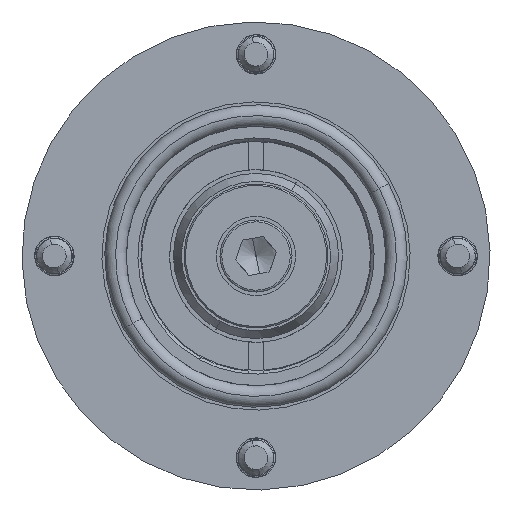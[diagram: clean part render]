
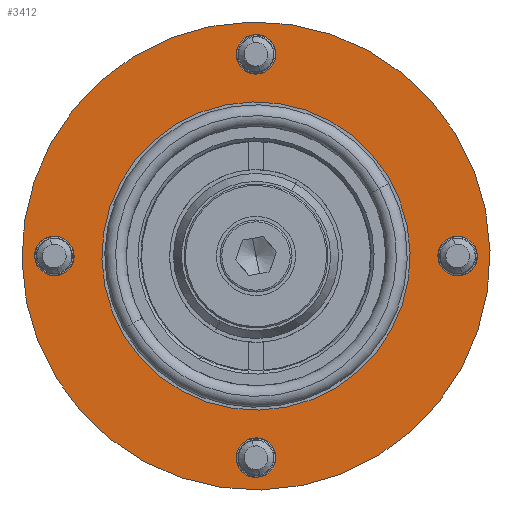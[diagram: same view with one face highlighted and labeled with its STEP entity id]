
A CAD part, front view. The second image highlights one B-rep face of the part: STEP entity #3412.
In plain terms, the highlighted face is planar.
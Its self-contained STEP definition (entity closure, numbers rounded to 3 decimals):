
#2833=CARTESIAN_POINT('Vertex',(0.,25.587,-1.318)) ;
#2838=CARTESIAN_POINT('Axis2P3D Location',(0.,28.,0.)) ;
#2842=CARTESIAN_POINT('Vertex',(0.,30.413,1.318)) ;
#2864=CARTESIAN_POINT('Axis2P3D Location',(0.,28.,0.)) ;
#2899=CARTESIAN_POINT('Vertex',(0.,-15.581,-28.521)) ;
#2902=CARTESIAN_POINT('Axis2P3D Location',(0.,0.,0.)) ;
#2906=CARTESIAN_POINT('Vertex',(0.,15.581,28.521)) ;
#2926=CARTESIAN_POINT('Axis2P3D Location',(0.,0.,0.)) ;
#2943=CARTESIAN_POINT('Axis2P3D Location',(0.,0.,0.)) ;
#2947=CARTESIAN_POINT('Vertex',(0.,10.26,18.78)) ;
#2949=CARTESIAN_POINT('Vertex',(0.,-10.26,-18.78)) ;
#2978=CARTESIAN_POINT('Axis2P3D Location',(0.,0.,0.)) ;
#3341=CARTESIAN_POINT('Axis2P3D Location',(0.,0.,32.5)) ;
#3358=CARTESIAN_POINT('Axis2P3D Location',(0.,0.,-28.)) ;
#3362=CARTESIAN_POINT('Vertex',(0.,1.318,-30.413)) ;
#3364=CARTESIAN_POINT('Vertex',(0.,-1.318,-25.587)) ;
#3367=CARTESIAN_POINT('Axis2P3D Location',(0.,0.,-28.)) ;
#3376=CARTESIAN_POINT('Axis2P3D Location',(0.,-28.,0.)) ;
#3380=CARTESIAN_POINT('Vertex',(0.,-30.413,-1.318)) ;
#3382=CARTESIAN_POINT('Vertex',(0.,-25.587,1.318)) ;
#3385=CARTESIAN_POINT('Axis2P3D Location',(0.,-28.,0.)) ;
#3394=CARTESIAN_POINT('Axis2P3D Location',(0.,0.,28.)) ;
#3398=CARTESIAN_POINT('Vertex',(0.,-1.318,30.413)) ;
#3400=CARTESIAN_POINT('Vertex',(0.,1.318,25.587)) ;
#3403=CARTESIAN_POINT('Axis2P3D Location',(0.,0.,28.)) ;
#2839=DIRECTION('Axis2P3D Direction',(1.,0.,-0.)) ;
#2865=DIRECTION('Axis2P3D Direction',(1.,0.,-0.)) ;
#2903=DIRECTION('Axis2P3D Direction',(-1.,0.,0.)) ;
#2927=DIRECTION('Axis2P3D Direction',(-1.,0.,0.)) ;
#2944=DIRECTION('Axis2P3D Direction',(-1.,0.,0.)) ;
#2979=DIRECTION('Axis2P3D Direction',(-1.,0.,0.)) ;
#3342=DIRECTION('Axis2P3D Direction',(-1.,0.,0.)) ;
#3343=DIRECTION('Axis2P3D XDirection',(0.,1.,0.)) ;
#3359=DIRECTION('Axis2P3D Direction',(-1.,0.,0.)) ;
#3368=DIRECTION('Axis2P3D Direction',(-1.,0.,0.)) ;
#3377=DIRECTION('Axis2P3D Direction',(-1.,0.,0.)) ;
#3386=DIRECTION('Axis2P3D Direction',(-1.,0.,0.)) ;
#3395=DIRECTION('Axis2P3D Direction',(-1.,0.,0.)) ;
#3404=DIRECTION('Axis2P3D Direction',(-1.,0.,0.)) ;
#2840=AXIS2_PLACEMENT_3D('Circle Axis2P3D',#2838,#2839,$) ;
#2866=AXIS2_PLACEMENT_3D('Circle Axis2P3D',#2864,#2865,$) ;
#2904=AXIS2_PLACEMENT_3D('Circle Axis2P3D',#2902,#2903,$) ;
#2928=AXIS2_PLACEMENT_3D('Circle Axis2P3D',#2926,#2927,$) ;
#2945=AXIS2_PLACEMENT_3D('Circle Axis2P3D',#2943,#2944,$) ;
#2980=AXIS2_PLACEMENT_3D('Circle Axis2P3D',#2978,#2979,$) ;
#3344=AXIS2_PLACEMENT_3D('Plane Axis2P3D',#3341,#3342,#3343) ;
#3360=AXIS2_PLACEMENT_3D('Circle Axis2P3D',#3358,#3359,$) ;
#3369=AXIS2_PLACEMENT_3D('Circle Axis2P3D',#3367,#3368,$) ;
#3378=AXIS2_PLACEMENT_3D('Circle Axis2P3D',#3376,#3377,$) ;
#3387=AXIS2_PLACEMENT_3D('Circle Axis2P3D',#3385,#3386,$) ;
#3396=AXIS2_PLACEMENT_3D('Circle Axis2P3D',#3394,#3395,$) ;
#3405=AXIS2_PLACEMENT_3D('Circle Axis2P3D',#3403,#3404,$) ;
#3347=ORIENTED_EDGE('',*,*,#2930,.F.) ;
#3348=ORIENTED_EDGE('',*,*,#2908,.F.) ;
#3351=ORIENTED_EDGE('',*,*,#2844,.T.) ;
#3352=ORIENTED_EDGE('',*,*,#2868,.T.) ;
#3355=ORIENTED_EDGE('',*,*,#2982,.T.) ;
#3356=ORIENTED_EDGE('',*,*,#2951,.T.) ;
#3373=ORIENTED_EDGE('',*,*,#3366,.T.) ;
#3374=ORIENTED_EDGE('',*,*,#3371,.T.) ;
#3391=ORIENTED_EDGE('',*,*,#3384,.T.) ;
#3392=ORIENTED_EDGE('',*,*,#3389,.T.) ;
#3409=ORIENTED_EDGE('',*,*,#3402,.T.) ;
#3410=ORIENTED_EDGE('',*,*,#3407,.T.) ;
#3353=FACE_BOUND('',#3350,.T.) ;
#3357=FACE_BOUND('',#3354,.T.) ;
#3375=FACE_BOUND('',#3372,.T.) ;
#3393=FACE_BOUND('',#3390,.T.) ;
#3411=FACE_BOUND('',#3408,.T.) ;
#3412=ADVANCED_FACE('Hauptk\X2\00F6\X0\rper',(#3349,#3353,#3357,#3375,#3393,#3411),#3345,.F.) ;
#2841=CIRCLE('generated circle',#2840,2.75) ;
#2867=CIRCLE('generated circle',#2866,2.75) ;
#2905=CIRCLE('generated circle',#2904,32.5) ;
#2929=CIRCLE('generated circle',#2928,32.5) ;
#2946=CIRCLE('generated circle',#2945,21.4) ;
#2981=CIRCLE('generated circle',#2980,21.4) ;
#3361=CIRCLE('generated circle',#3360,2.75) ;
#3370=CIRCLE('generated circle',#3369,2.75) ;
#3379=CIRCLE('generated circle',#3378,2.75) ;
#3388=CIRCLE('generated circle',#3387,2.75) ;
#3397=CIRCLE('generated circle',#3396,2.75) ;
#3406=CIRCLE('generated circle',#3405,2.75) ;
#2844=EDGE_CURVE('',#2843,#2834,#2841,.F.) ;
#2868=EDGE_CURVE('',#2834,#2843,#2867,.F.) ;
#2908=EDGE_CURVE('',#2900,#2907,#2905,.T.) ;
#2930=EDGE_CURVE('',#2907,#2900,#2929,.T.) ;
#2951=EDGE_CURVE('',#2948,#2950,#2946,.T.) ;
#2982=EDGE_CURVE('',#2950,#2948,#2981,.T.) ;
#3366=EDGE_CURVE('',#3363,#3365,#3361,.T.) ;
#3371=EDGE_CURVE('',#3365,#3363,#3370,.T.) ;
#3384=EDGE_CURVE('',#3381,#3383,#3379,.T.) ;
#3389=EDGE_CURVE('',#3383,#3381,#3388,.T.) ;
#3402=EDGE_CURVE('',#3399,#3401,#3397,.T.) ;
#3407=EDGE_CURVE('',#3401,#3399,#3406,.T.) ;
#3346=EDGE_LOOP('',(#3347,#3348)) ;
#3350=EDGE_LOOP('',(#3351,#3352)) ;
#3354=EDGE_LOOP('',(#3355,#3356)) ;
#3372=EDGE_LOOP('',(#3373,#3374)) ;
#3390=EDGE_LOOP('',(#3391,#3392)) ;
#3408=EDGE_LOOP('',(#3409,#3410)) ;
#3349=FACE_OUTER_BOUND('',#3346,.T.) ;
#3345=PLANE('Plane',#3344) ;
#2834=VERTEX_POINT('',#2833) ;
#2843=VERTEX_POINT('',#2842) ;
#2900=VERTEX_POINT('',#2899) ;
#2907=VERTEX_POINT('',#2906) ;
#2948=VERTEX_POINT('',#2947) ;
#2950=VERTEX_POINT('',#2949) ;
#3363=VERTEX_POINT('',#3362) ;
#3365=VERTEX_POINT('',#3364) ;
#3381=VERTEX_POINT('',#3380) ;
#3383=VERTEX_POINT('',#3382) ;
#3399=VERTEX_POINT('',#3398) ;
#3401=VERTEX_POINT('',#3400) ;
